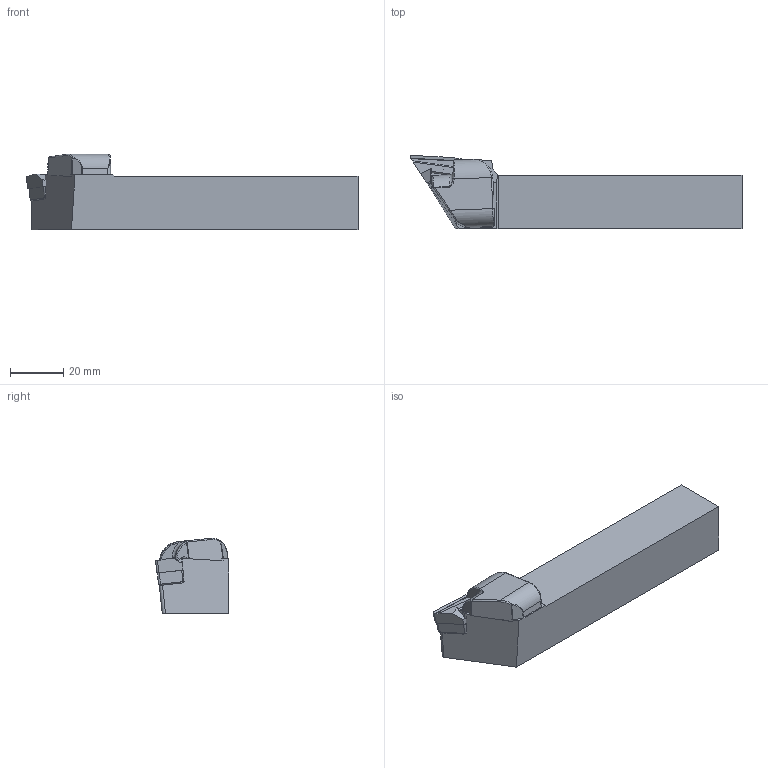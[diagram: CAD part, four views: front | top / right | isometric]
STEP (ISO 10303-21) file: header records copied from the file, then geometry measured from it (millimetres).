
FILE_DESCRIPTION (( 'STEP AP214' ), '1' );
FILE_NAME ('CKJNL-2020-K16-LIGHT.STP', '2023-10-27T07:11:07', ( '' ), ( '' ), 'SwSTEP 2.0', 'SolidWorks 2018', '' );
FILE_SCHEMA (( 'AUTOMOTIVE_DESIGN' ));
Length unit declared in the file: millimetre
Products named in the file (1): CKJNL-2020-K16-LIGHT
Bounding box: 124.54 x 27.45 x 28.28 mm (x, y, z)
Volume: 51292 mm3; surface area: 12100.5 mm2
Topology: 2 solids, 3 shells, 152 faces, 405 edges, 252 vertices
Faces by surface type: plane 84, cylinder 39, bspline 21, cone 6, torus 2
Entity records: 8997 total; most frequent: CARTESIAN_POINT 3813, ORIENTED_EDGE 802, DIRECTION 621, EDGE_CURVE 401, VERTEX_POINT 252, LINE 249, VECTOR 249, AXIS2_PLACEMENT_3D 186
